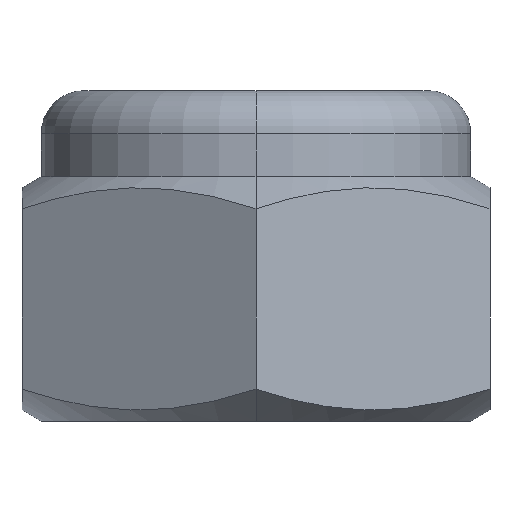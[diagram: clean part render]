
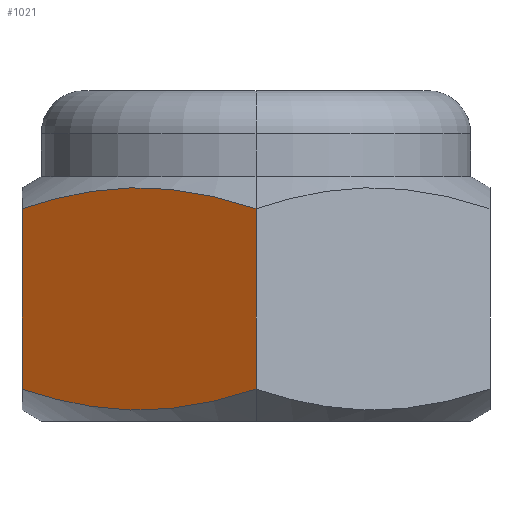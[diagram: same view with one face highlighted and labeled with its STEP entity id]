
A CAD part, left-side view. The second image highlights one B-rep face of the part: STEP entity #1021.
In plain terms, the highlighted planar face has unit normal (-0.866, 0.5, 0).
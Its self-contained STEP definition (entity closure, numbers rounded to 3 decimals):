
#92 = EDGE_CURVE ( 'NONE', #1241, #1300, #1864, .T. ) ;
#182 = AXIS2_PLACEMENT_3D ( 'NONE', #1653, #1659, #1665 ) ;
#247 = EDGE_LOOP ( 'NONE', ( #1927, #1667, #1675, #1670 ) ) ;
#305 = CARTESIAN_POINT ( 'NONE',  ( 0.909, 4.828, 0.13 ) ) ;
#306 = CARTESIAN_POINT ( 'NONE',  ( 1.17, 5.28, 0.225 ) ) ;
#319 = CARTESIAN_POINT ( 'NONE',  ( 1.427, 5.725, 0.373 ) ) ;
#321 = CARTESIAN_POINT ( 'NONE',  ( 0.508, 4.133, 0.13 ) ) ;
#322 = CARTESIAN_POINT ( 'NONE',  ( 0.374, 3.902, 0.153 ) ) ;
#325 = CARTESIAN_POINT ( 'NONE',  ( 0.112, 3.447, 0.238 ) ) ;
#327 = CARTESIAN_POINT ( 'NONE',  ( -0.018, 3.223, 0.299 ) ) ;
#328 = CARTESIAN_POINT ( 'NONE',  ( -0.147, 3., 0.373 ) ) ;
#329 = LINE ( 'NONE', #1033, #955 ) ;
#332 = CARTESIAN_POINT ( 'NONE',  ( 1.427, 5.725, 2.477 ) ) ;
#390 = EDGE_CURVE ( 'NONE', #1877, #1323, #2018, .T. ) ;
#522 = EDGE_CURVE ( 'NONE', #1241, #1877, #329, .T. ) ;
#526 = EDGE_CURVE ( 'NONE', #1300, #1323, #958, .T. ) ;
#582 = CARTESIAN_POINT ( 'NONE',  ( -0.147, 3., 0.373 ) ) ;
#586 = DIRECTION ( 'NONE',  ( 0., 0., 1. ) ) ;
#589 = CARTESIAN_POINT ( 'NONE',  ( -0.147, 3., 0. ) ) ;
#616 = CARTESIAN_POINT ( 'NONE',  ( -0.147, 3., 2.477 ) ) ;
#687 = CARTESIAN_POINT ( 'NONE',  ( 1.17, 5.28, 2.625 ) ) ;
#758 = CARTESIAN_POINT ( 'NONE',  ( 1.427, 5.725, 2.477 ) ) ;
#763 = CARTESIAN_POINT ( 'NONE',  ( 0.909, 4.828, 2.72 ) ) ;
#764 = CARTESIAN_POINT ( 'NONE',  ( 0.508, 4.133, 2.72 ) ) ;
#765 = CARTESIAN_POINT ( 'NONE',  ( 0.374, 3.902, 2.697 ) ) ;
#769 = CARTESIAN_POINT ( 'NONE',  ( 0.112, 3.447, 2.612 ) ) ;
#772 = CARTESIAN_POINT ( 'NONE',  ( -0.018, 3.223, 2.551 ) ) ;
#774 = CARTESIAN_POINT ( 'NONE',  ( -0.147, 3., 2.477 ) ) ;
#821 = CARTESIAN_POINT ( 'NONE',  ( 1.427, 5.725, 0.373 ) ) ;
#838 = FACE_OUTER_BOUND ( 'NONE', #247, .T. ) ;
#950 = VECTOR ( 'NONE', #1939, 1000. ) ;
#955 = VECTOR ( 'NONE', #586, 1000. ) ;
#958 = LINE ( 'NONE', #589, #950 ) ;
#1021 = ADVANCED_FACE ( 'NONE', ( #838 ), #1658, .T. ) ;
#1033 = CARTESIAN_POINT ( 'NONE',  ( 1.427, 5.725, 0. ) ) ;
#1241 = VERTEX_POINT ( 'NONE', #821 ) ;
#1300 = VERTEX_POINT ( 'NONE', #582 ) ;
#1323 = VERTEX_POINT ( 'NONE', #616 ) ;
#1653 = CARTESIAN_POINT ( 'NONE',  ( 1.427, 5.725, 0. ) ) ;
#1658 = PLANE ( 'NONE',  #182 ) ;
#1659 = DIRECTION ( 'NONE',  ( -0.866, 0.5, 0. ) ) ;
#1665 = DIRECTION ( 'NONE',  ( -0.5, -0.866, 0. ) ) ;
#1667 = ORIENTED_EDGE ( 'NONE', *, *, #522, .F. ) ;
#1670 = ORIENTED_EDGE ( 'NONE', *, *, #526, .T. ) ;
#1675 = ORIENTED_EDGE ( 'NONE', *, *, #92, .T. ) ;
#1864 = B_SPLINE_CURVE_WITH_KNOTS ( 'NONE', 3,
 ( #319, #306, #305, #321, #322, #325, #327, #328 ),
 .UNSPECIFIED., .F., .F.,
 ( 4, 2, 2, 4 ),
 ( 0., 0.002, 0.002, 0.003 ),
 .UNSPECIFIED. ) ;
#1877 = VERTEX_POINT ( 'NONE', #332 ) ;
#1927 = ORIENTED_EDGE ( 'NONE', *, *, #390, .F. ) ;
#1939 = DIRECTION ( 'NONE',  ( 0., 0., 1. ) ) ;
#2018 = B_SPLINE_CURVE_WITH_KNOTS ( 'NONE', 3,
 ( #758, #687, #763, #764, #765, #769, #772, #774 ),
 .UNSPECIFIED., .F., .F.,
 ( 4, 2, 2, 4 ),
 ( 0., 0.002, 0.002, 0.003 ),
 .UNSPECIFIED. ) ;
